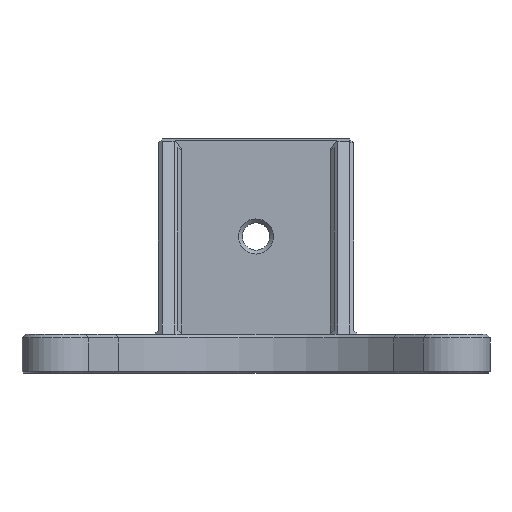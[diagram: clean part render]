
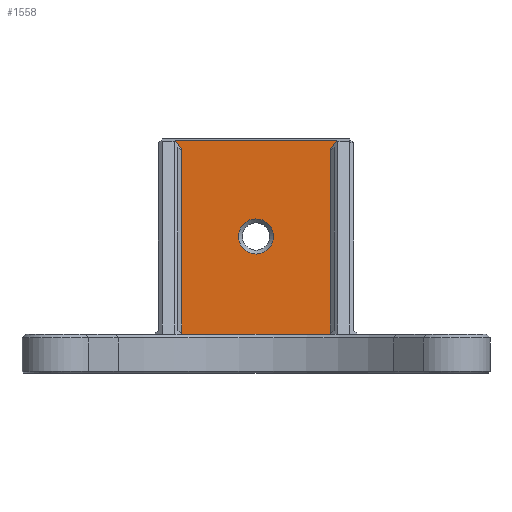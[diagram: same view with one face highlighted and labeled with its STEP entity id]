
A CAD part, front view. The second image highlights one B-rep face of the part: STEP entity #1558.
In plain terms, the highlighted planar face has unit normal (0, -1, 0).
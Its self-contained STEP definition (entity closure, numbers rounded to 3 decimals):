
#84=LINE('',#2398,#227);
#103=LINE('',#2458,#246);
#104=LINE('',#2460,#247);
#105=LINE('',#2462,#248);
#106=LINE('',#2464,#249);
#107=LINE('',#2466,#250);
#227=VECTOR('',#1902,1000.);
#246=VECTOR('',#1949,1000.);
#247=VECTOR('',#1950,1000.);
#248=VECTOR('',#1951,1000.);
#249=VECTOR('',#1952,1000.);
#250=VECTOR('',#1953,1000.);
#423=ORIENTED_EDGE('',*,*,#843,.T.);
#424=ORIENTED_EDGE('',*,*,#814,.T.);
#425=ORIENTED_EDGE('',*,*,#844,.T.);
#426=ORIENTED_EDGE('',*,*,#845,.T.);
#427=ORIENTED_EDGE('',*,*,#846,.T.);
#428=ORIENTED_EDGE('',*,*,#847,.T.);
#429=ORIENTED_EDGE('',*,*,#848,.T.);
#814=EDGE_CURVE('',#1026,#1025,#84,.T.);
#843=EDGE_CURVE('',#1052,#1052,#1163,.T.);
#844=EDGE_CURVE('',#1025,#1053,#103,.T.);
#845=EDGE_CURVE('',#1053,#1054,#104,.T.);
#846=EDGE_CURVE('',#1054,#1055,#105,.T.);
#847=EDGE_CURVE('',#1055,#1056,#106,.F.);
#848=EDGE_CURVE('',#1056,#1026,#107,.T.);
#1025=VERTEX_POINT('',#2397);
#1026=VERTEX_POINT('',#2399);
#1052=VERTEX_POINT('',#2457);
#1053=VERTEX_POINT('',#2459);
#1054=VERTEX_POINT('',#2461);
#1055=VERTEX_POINT('',#2463);
#1056=VERTEX_POINT('',#2465);
#1163=CIRCLE('',#1706,4.5);
#1221=EDGE_LOOP('',(#423));
#1222=EDGE_LOOP('',(#424,#425,#426,#427,#428,#429));
#1373=FACE_BOUND('',#1221,.T.);
#1374=FACE_BOUND('',#1222,.T.);
#1507=PLANE('',#1705);
#1558=ADVANCED_FACE('',(#1373,#1374),#1507,.F.);
#1705=AXIS2_PLACEMENT_3D('',#2455,#1945,#1946);
#1706=AXIS2_PLACEMENT_3D('',#2456,#1947,#1948);
#1902=DIRECTION('',(1.,0.,0.));
#1945=DIRECTION('',(0.,1.,0.));
#1946=DIRECTION('',(-1.,0.,0.));
#1947=DIRECTION('',(0.,1.,0.));
#1948=DIRECTION('',(-1.,0.,0.));
#1949=DIRECTION('',(0.,0.,1.));
#1950=DIRECTION('',(0.592,0.,0.806));
#1951=DIRECTION('',(-1.,0.,0.));
#1952=DIRECTION('',(-0.592,0.,0.806));
#1953=DIRECTION('',(0.,0.,-1.));
#2397=CARTESIAN_POINT('',(19.,54.,10.));
#2398=CARTESIAN_POINT('',(-25.,54.,10.));
#2399=CARTESIAN_POINT('',(-19.,54.,10.));
#2455=CARTESIAN_POINT('',(-25.,54.,60.));
#2456=CARTESIAN_POINT('',(0.,54.,35.));
#2457=CARTESIAN_POINT('',(-4.5,54.,35.));
#2458=CARTESIAN_POINT('',(19.,54.,60.));
#2459=CARTESIAN_POINT('',(19.,54.,57.274));
#2460=CARTESIAN_POINT('',(4.901,54.,38.06));
#2461=CARTESIAN_POINT('',(20.712,54.,59.608));
#2462=CARTESIAN_POINT('',(25.,54.,59.608));
#2463=CARTESIAN_POINT('',(-20.712,54.,59.608));
#2464=CARTESIAN_POINT('',(-22.4,54.,61.908));
#2465=CARTESIAN_POINT('',(-19.,54.,57.274));
#2466=CARTESIAN_POINT('',(-19.,54.,10.));
